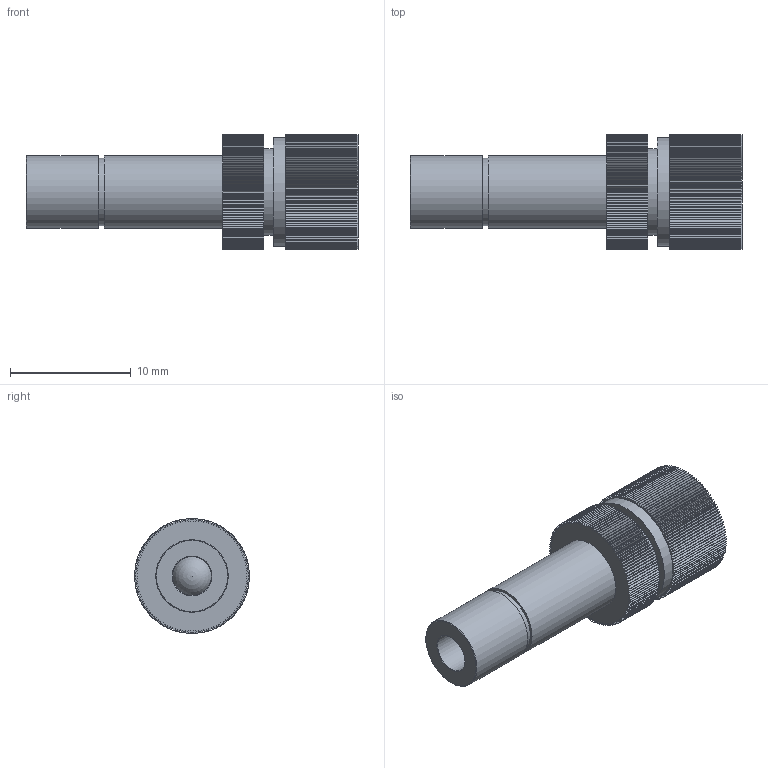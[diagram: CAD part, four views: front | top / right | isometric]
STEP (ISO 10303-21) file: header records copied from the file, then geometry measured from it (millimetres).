
FILE_DESCRIPTION(/* description */ (''),/* implementation_level */ '2;1');
FILE_NAME(/* name */ 'WATER MIST NOZZLE v1.step',/* time_stamp */ '2023-10-13T19:17:12+05:30',/* author */ (''),/* organization */ (''),/* preprocessor_version */ 'ST-DEVELOPER v20',/* originating_system */ 'Autodesk Translation Framework v12.14.0.127',/* authorisation */ '');
FILE_SCHEMA (('AUTOMOTIVE_DESIGN { 1 0 10303 214 3 1 1 }'));
Length unit declared in the file: millimetre
Products named in the file (7): WATER MIST NOZZLE; WMN_106; WMN_103; WMN_105; WMN_104; WMN_102; WMN_101
Assembly tree (6 placements, depth 2):
  WATER MIST NOZZLE
    WMN_106
    WMN_103
    WMN_105
    WMN_104
    WMN_102
    WMN_101
Bounding box: 27.5 x 9.5 x 9.5 mm (x, y, z)
Volume: 941.4 mm3; surface area: 2177.5 mm2
Topology: 6 solids, 6 shells, 884 faces, 2583 edges, 1719 vertices
Faces by surface type: plane 540, cylinder 326, cone 12, bspline 4, torus 1, sphere 1
Full cylindrical faces by diameter (mm): 1.4 x1, 2.3 x1, 2.4 x1, 3.2 x1, 3.5 x2, 4 x2, 4.2 x1, 5.6 x1, 6 x3, 7.2 x1, 7.5 x12, 7.675 x10, 7.825 x11, 8 x10, 9 x1
Entity records: 31993 total; most frequent: CARTESIAN_POINT 8072, ORIENTED_EDGE 5164, DIRECTION 4846, EDGE_CURVE 2582, LINE 1894, VECTOR 1894, VERTEX_POINT 1719, AXIS2_PLACEMENT_3D 1476
